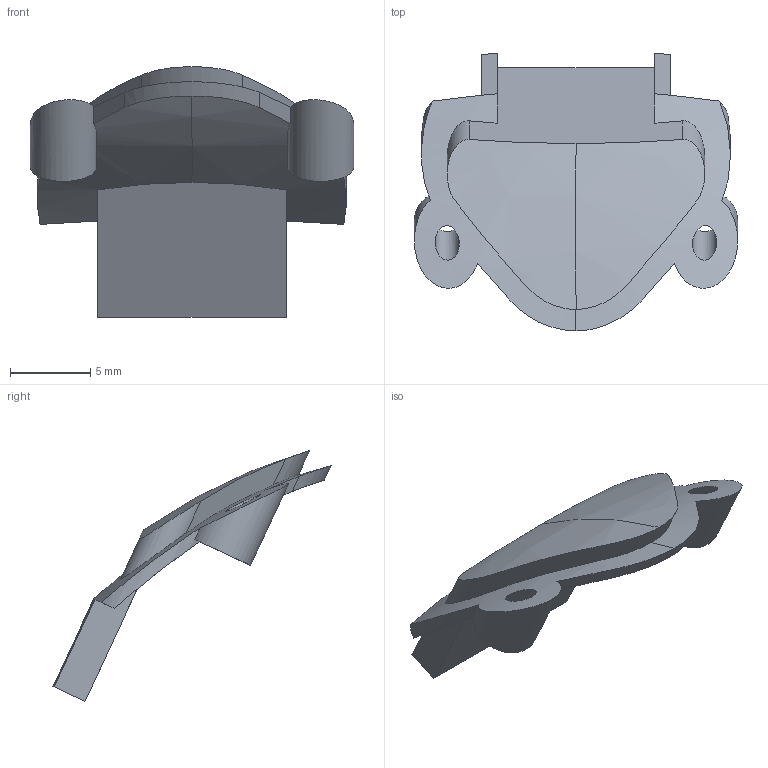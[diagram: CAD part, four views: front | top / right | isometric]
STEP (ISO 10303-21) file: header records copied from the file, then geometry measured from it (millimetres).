
FILE_DESCRIPTION((''),'2;1');
FILE_NAME('PR13_B_WIN_LED','2012-01-20T',('wook jang'),(''),'PRO/ENGINEER BY PARAMETRIC TECHNOLOGY CORPORATION, 2009060','PRO/ENGINEER BY PARAMETRIC TECHNOLOGY CORPORATION, 2009060','');
FILE_SCHEMA(('AUTOMOTIVE_DESIGN_CC06 { 1 0 10303 214 -2 1 8 1 }'));
Length unit declared in the file: millimetre
Products named in the file (1): PR13_B_WIN_LED
Bounding box: 20.1 x 17.28 x 15.57 mm (x, y, z)
Volume: 534.2 mm3; surface area: 925.2 mm2
Topology: 1 solids, 1 shells, 35 faces, 97 edges, 64 vertices
Faces by surface type: plane 15, cylinder 12, bspline 6, extrusion 2
Entity records: 1936 total; most frequent: CARTESIAN_POINT 718, ORIENTED_EDGE 194, COLOUR_RGB 111, DIRECTION 110, PRESENTATION_STYLE_ASSIGNMENT 98, STYLED_ITEM 98, CURVE_STYLE 97, EDGE_CURVE 97
